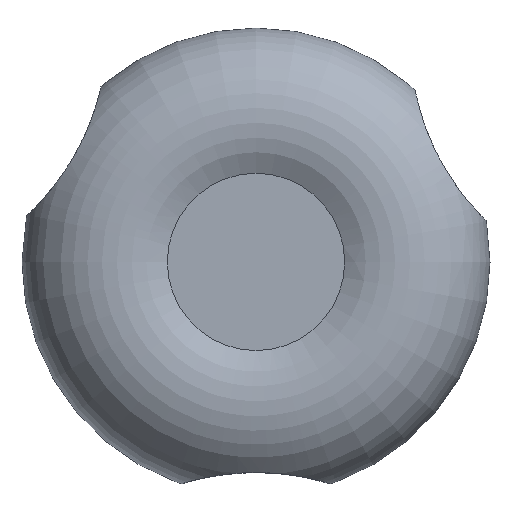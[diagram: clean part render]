
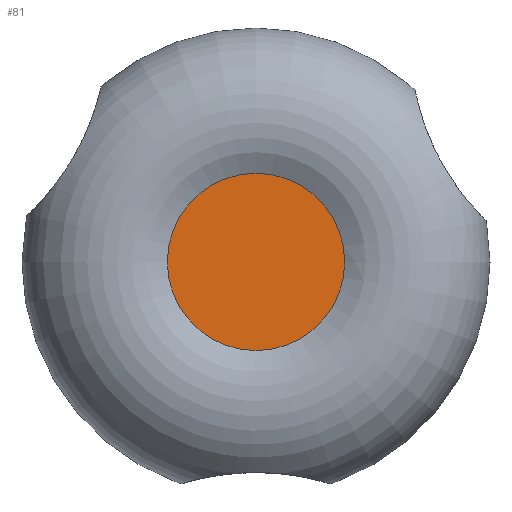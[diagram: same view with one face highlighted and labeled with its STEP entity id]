
A CAD part, top view. The second image highlights one B-rep face of the part: STEP entity #81.
In plain terms, the highlighted planar face has unit normal (0, 0, 1).
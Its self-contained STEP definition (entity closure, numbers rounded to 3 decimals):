
#81 = ADVANCED_FACE( '', ( #182 ), #183, .F. );
#182 = FACE_OUTER_BOUND( '', #304, .T. );
#183 = PLANE( '', #305 );
#304 = EDGE_LOOP( '', ( #459 ) );
#305 = AXIS2_PLACEMENT_3D( '', #460, #461, #462 );
#459 = ORIENTED_EDGE( '', *, *, #676, .T. );
#460 = CARTESIAN_POINT( '', ( 0., 5.683, 21. ) );
#461 = DIRECTION( '', ( 0., 0., -1. ) );
#462 = DIRECTION( '', ( -1., 0., 0. ) );
#676 = EDGE_CURVE( '', #798, #798, #799, .T. );
#798 = VERTEX_POINT( '', #1133 );
#799 = CIRCLE( '', #1134, 5.683 );
#1133 = CARTESIAN_POINT( '', ( 5.683, 0., 21. ) );
#1134 = AXIS2_PLACEMENT_3D( '', #1538, #1539, #1540 );
#1538 = CARTESIAN_POINT( '', ( 0., 0., 21. ) );
#1539 = DIRECTION( '', ( 0., 0., 1. ) );
#1540 = DIRECTION( '', ( 1., 0., 0. ) );
